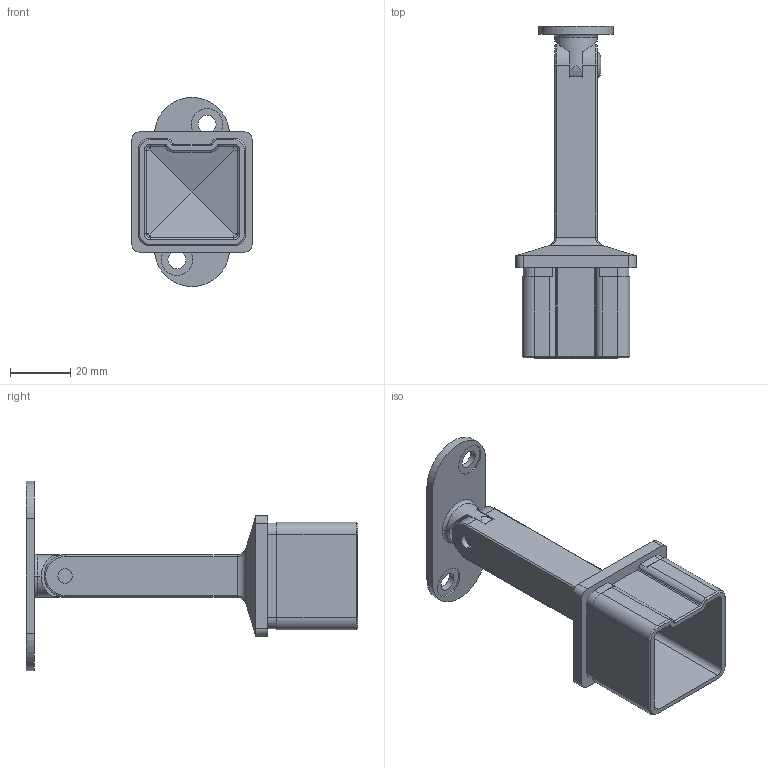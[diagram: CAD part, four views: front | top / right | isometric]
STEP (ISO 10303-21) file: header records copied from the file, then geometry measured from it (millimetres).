
FILE_DESCRIPTION (( 'STEP AP203' ), '1' );
FILE_NAME ('A_4718-000-B.STEP', '2023-02-21T10:54:00', ( '' ), ( '' ), 'SwSTEP 2.0', 'SolidWorks 2019', '' );
FILE_SCHEMA (( 'CONFIG_CONTROL_DESIGN' ));
Length unit declared in the file: millimetre
Products named in the file (4): A_4718-000-B.P1; A_4718-000-B; A_4718-000-B.P2; SKRUTKA stn iso 7380_M6x10
Assembly tree (3 placements, depth 2):
  A_4718-000-B
    A_4718-000-B.P1
    A_4718-000-B.P2
    SKRUTKA stn iso 7380_M6x10
Bounding box: 40 x 110.5 x 63 mm (x, y, z)
Volume: 30025.8 mm3; surface area: 20439.8 mm2
Topology: 3 solids, 3 shells, 188 faces, 460 edges, 277 vertices
Faces by surface type: cylinder 73, plane 73, cone 22, bspline 10, torus 10
Entity records: 6137 total; most frequent: CARTESIAN_POINT 1401, DIRECTION 923, ORIENTED_EDGE 904, EDGE_CURVE 452, AXIS2_PLACEMENT_3D 345, VERTEX_POINT 277, VECTOR 233, LINE 233
